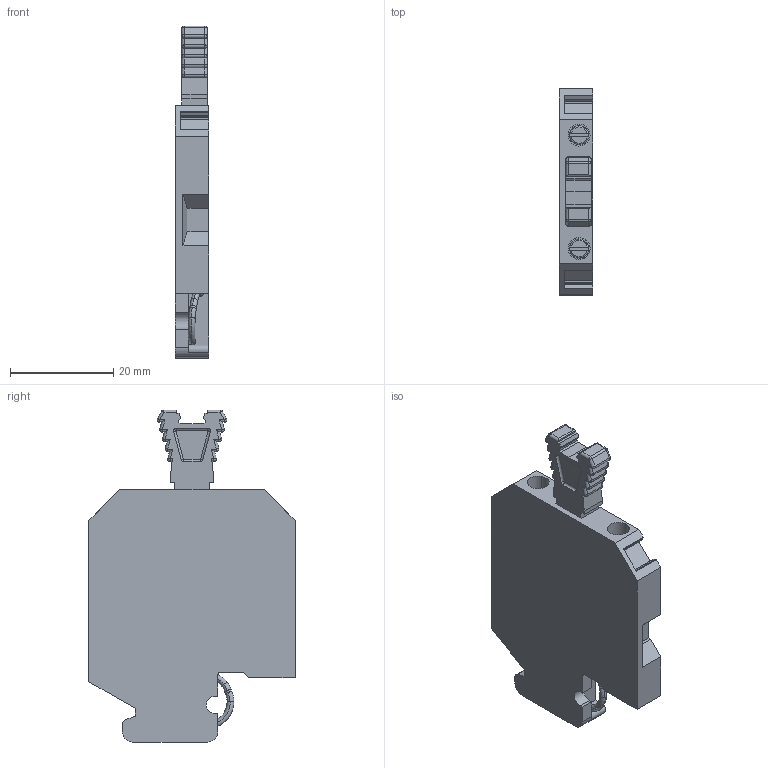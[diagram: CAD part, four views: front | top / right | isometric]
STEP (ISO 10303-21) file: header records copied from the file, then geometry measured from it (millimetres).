
FILE_DESCRIPTION(('CATIA V5 STEP Exchange','CAx-IF Rec.Pracs.--- Model Styling and Organization---1.5--- 2016-08-15','CAx-IF Rec.Pracs.---Supplemental Geometry---1.0---2011-11-01','CAx-IF Rec.Pracs.--- Composite Materials ---1.1---2010-07-15'),'2;1');
FILE_NAME ('001826-1_0', '2026-01-23T09:28:59+00:00', ('none'), ('Weidmueller'), 'CATIA Version 5-6 Release 2024 SP4', 'CATIA V5 STEP AP214 v3', 'none');
FILE_SCHEMA(('AUTOMOTIVE_DESIGN { 1 0 10303 214 1 1 1 1 }'));
Length unit declared in the file: millimetre
Products named in the file (1): 0340720000
Bounding box: 6.5 x 40 x 64.4 mm (x, y, z)
Volume: 10434.9 mm3; surface area: 5993.1 mm2
Topology: 1 solids, 7 shells, 341 faces, 861 edges, 517 vertices
Faces by surface type: plane 159, cylinder 112, torus 38, sphere 24, cone 6, revolution 1, extrusion 1
Entity records: 10215 total; most frequent: CARTESIAN_POINT 2438, ORIENTED_EDGE 1682, DIRECTION 1309, EDGE_CURVE 841, AXIS2_PLACEMENT_3D 532, VERTEX_POINT 517, VECTOR 501, LINE 500
